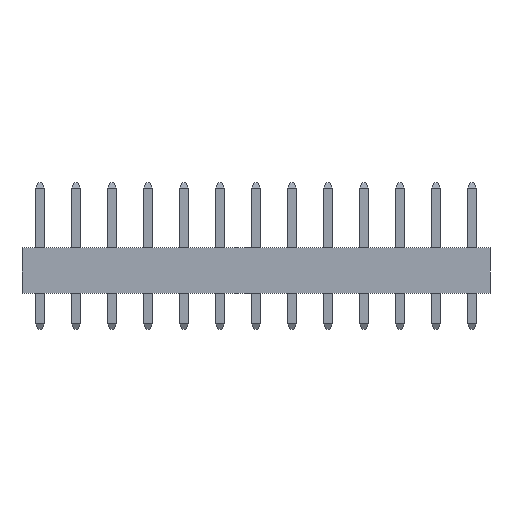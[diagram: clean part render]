
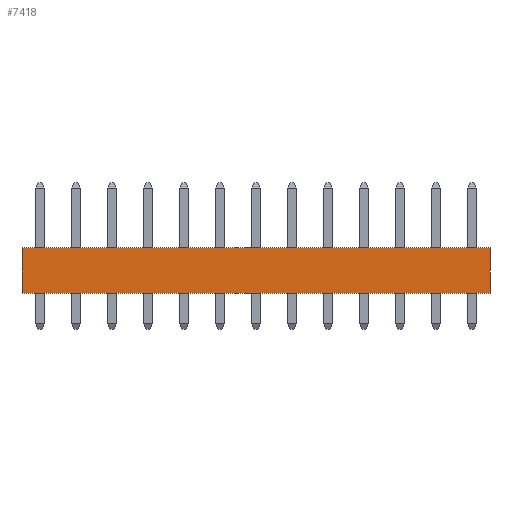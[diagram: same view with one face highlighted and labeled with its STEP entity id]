
A CAD part, front view. The second image highlights one B-rep face of the part: STEP entity #7418.
In plain terms, the highlighted planar face has unit normal (0, -1, 0).
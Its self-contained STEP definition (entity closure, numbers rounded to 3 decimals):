
#7295 = CARTESIAN_POINT ( 'NONE',  ( 25., -1., 0. ) ) ;
#7296 = VERTEX_POINT ( 'NONE', #7295 ) ;
#7313 = CARTESIAN_POINT ( 'NONE',  ( 25., -1., 2.54 ) ) ;
#7314 = VERTEX_POINT ( 'NONE', #7313 ) ;
#7321 = CARTESIAN_POINT ( 'NONE',  ( 25., -1., 2.54 ) ) ;
#7322 = DIRECTION ( 'NONE',  ( 0., 0., -1. ) ) ;
#7323 = VECTOR ( 'NONE', #7322, 1000. ) ;
#7324 = LINE ( 'NONE', #7321, #7323 ) ;
#7325 = EDGE_CURVE ( 'NONE', #7314, #7296, #7324, .T. ) ;
#7366 = CARTESIAN_POINT ( 'NONE',  ( -1., -1., 0. ) ) ;
#7367 = VERTEX_POINT ( 'NONE', #7366 ) ;
#7374 = CARTESIAN_POINT ( 'NONE',  ( -1., -1., 2.54 ) ) ;
#7375 = VERTEX_POINT ( 'NONE', #7374 ) ;
#7376 = CARTESIAN_POINT ( 'NONE',  ( -1., -1., 2.54 ) ) ;
#7377 = DIRECTION ( 'NONE',  ( 0., 0., -1. ) ) ;
#7378 = VECTOR ( 'NONE', #7377, 1000. ) ;
#7379 = LINE ( 'NONE', #7376, #7378 ) ;
#7380 = EDGE_CURVE ( 'NONE', #7375, #7367, #7379, .T. ) ;
#7397 = CARTESIAN_POINT ( 'NONE',  ( -1., -1., 0. ) ) ;
#7398 = DIRECTION ( 'NONE',  ( 1., 0., 0. ) ) ;
#7399 = VECTOR ( 'NONE', #7398, 1000. ) ;
#7400 = LINE ( 'NONE', #7397, #7399 ) ;
#7401 = EDGE_CURVE ( 'NONE', #7367, #7296, #7400, .T. ) ;
#7402 = ORIENTED_EDGE ( 'NONE', *, *, #7401, .T. ) ;
#7403 = ORIENTED_EDGE ( 'NONE', *, *, #7325, .F. ) ;
#7404 = CARTESIAN_POINT ( 'NONE',  ( -1., -1., 2.54 ) ) ;
#7405 = DIRECTION ( 'NONE',  ( 1., 0., 0. ) ) ;
#7406 = VECTOR ( 'NONE', #7405, 1000. ) ;
#7407 = LINE ( 'NONE', #7404, #7406 ) ;
#7408 = EDGE_CURVE ( 'NONE', #7375, #7314, #7407, .T. ) ;
#7409 = ORIENTED_EDGE ( 'NONE', *, *, #7408, .F. ) ;
#7410 = ORIENTED_EDGE ( 'NONE', *, *, #7380, .T. ) ;
#7411 = EDGE_LOOP ( 'NONE', ( #7402, #7403, #7409, #7410 ) ) ;
#7412 = FACE_OUTER_BOUND ( 'NONE', #7411, .T. ) ;
#7413 = CARTESIAN_POINT ( 'NONE',  ( -1., -1., 2.54 ) ) ;
#7414 = DIRECTION ( 'NONE',  ( 0., 1., 0. ) ) ;
#7415 = DIRECTION ( 'NONE',  ( -1., 0., 0. ) ) ;
#7416 = AXIS2_PLACEMENT_3D ( 'NONE', #7413, #7414, #7415 ) ;
#7417 = PLANE ( 'NONE', #7416 ) ;
#7418 = ADVANCED_FACE ( 'NONE', ( #7412 ), #7417, .F. ) ;
